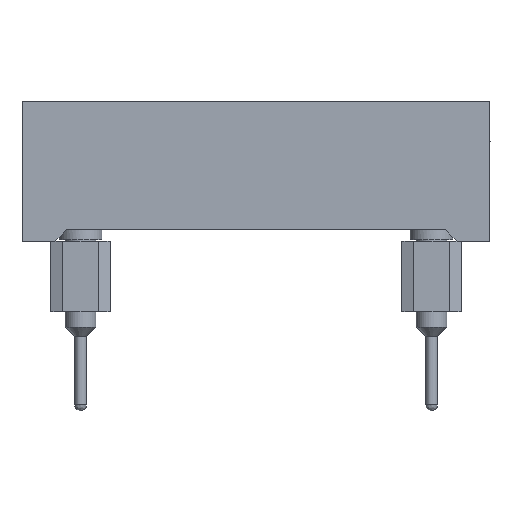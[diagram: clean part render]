
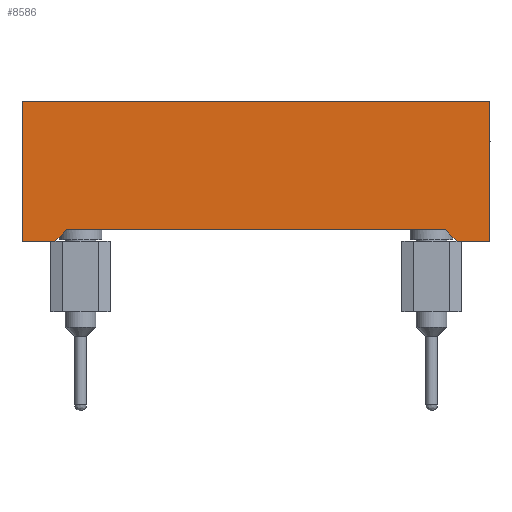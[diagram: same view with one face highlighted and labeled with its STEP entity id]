
A CAD part, left-side view. The second image highlights one B-rep face of the part: STEP entity #8586.
In plain terms, the highlighted planar face has unit normal (-1, 0, 0).
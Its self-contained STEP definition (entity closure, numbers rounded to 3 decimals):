
#260 = CARTESIAN_POINT ( 'NONE',  ( -10., 8.689, 4. ) ) ;
#275 = CARTESIAN_POINT ( 'NONE',  ( -10., -8.689, 4. ) ) ;
#461 = DIRECTION ( 'NONE',  ( 0., -1., 0. ) ) ;
#488 = ORIENTED_EDGE ( 'NONE', *, *, #31037, .F. ) ;
#1894 = CARTESIAN_POINT ( 'NONE',  ( -10., -10., 10. ) ) ;
#2307 = DIRECTION ( 'NONE',  ( 0., 1., 0. ) ) ;
#3125 = DIRECTION ( 'NONE',  ( 0., -1., 0. ) ) ;
#3203 = PLANE ( 'NONE',  #32920 ) ;
#3724 = VERTEX_POINT ( 'NONE', #6765 ) ;
#4560 = ORIENTED_EDGE ( 'NONE', *, *, #25372, .T. ) ;
#6354 = DIRECTION ( 'NONE',  ( 0., 1., 0. ) ) ;
#6765 = CARTESIAN_POINT ( 'NONE',  ( -10., -10., 4. ) ) ;
#7003 = CARTESIAN_POINT ( 'NONE',  ( -10., 8.1, 4.5 ) ) ;
#7575 = VECTOR ( 'NONE', #12671, 1000. ) ;
#7639 = EDGE_CURVE ( 'NONE', #39267, #3724, #18402, .T. ) ;
#7980 = LINE ( 'NONE', #15345, #30004 ) ;
#8123 = EDGE_CURVE ( 'NONE', #31690, #3724, #35040, .T. ) ;
#8291 = ORIENTED_EDGE ( 'NONE', *, *, #8123, .F. ) ;
#8586 = ADVANCED_FACE ( 'NONE', ( #16791 ), #3203, .F. ) ;
#8646 = LINE ( 'NONE', #19622, #29240 ) ;
#8908 = LINE ( 'NONE', #1894, #32935 ) ;
#9607 = VECTOR ( 'NONE', #461, 1000. ) ;
#9734 = CARTESIAN_POINT ( 'NONE',  ( -10., -10., 4. ) ) ;
#10263 = EDGE_CURVE ( 'NONE', #26486, #17442, #23491, .T. ) ;
#10771 = EDGE_CURVE ( 'NONE', #18340, #36018, #11107, .T. ) ;
#11031 = ORIENTED_EDGE ( 'NONE', *, *, #7639, .T. ) ;
#11107 = LINE ( 'NONE', #37282, #12100 ) ;
#11532 = CARTESIAN_POINT ( 'NONE',  ( -10., -10., 4. ) ) ;
#11643 = CARTESIAN_POINT ( 'NONE',  ( -10., 10., 4. ) ) ;
#12100 = VECTOR ( 'NONE', #37428, 1000. ) ;
#12671 = DIRECTION ( 'NONE',  ( 0., 0., -1. ) ) ;
#13484 = ORIENTED_EDGE ( 'NONE', *, *, #20897, .F. ) ;
#13786 = LINE ( 'NONE', #11532, #29487 ) ;
#14883 = CARTESIAN_POINT ( 'NONE',  ( -10., 8.1, 4.5 ) ) ;
#15345 = CARTESIAN_POINT ( 'NONE',  ( -10., -10., 4. ) ) ;
#15734 = CARTESIAN_POINT ( 'NONE',  ( -10., -10., 10. ) ) ;
#15963 = CARTESIAN_POINT ( 'NONE',  ( -10., -10., 4. ) ) ;
#16039 = DIRECTION ( 'NONE',  ( 0., -0.707, 0.707 ) ) ;
#16440 = ORIENTED_EDGE ( 'NONE', *, *, #10771, .F. ) ;
#16734 = DIRECTION ( 'NONE',  ( 0., 1., 0. ) ) ;
#16791 = FACE_OUTER_BOUND ( 'NONE', #40463, .T. ) ;
#16898 = VECTOR ( 'NONE', #16734, 1000. ) ;
#17042 = ORIENTED_EDGE ( 'NONE', *, *, #38571, .T. ) ;
#17442 = VERTEX_POINT ( 'NONE', #14883 ) ;
#18340 = VERTEX_POINT ( 'NONE', #11643 ) ;
#18402 = LINE ( 'NONE', #9734, #9607 ) ;
#19235 = DIRECTION ( 'NONE',  ( 1., 0., 0. ) ) ;
#19622 = CARTESIAN_POINT ( 'NONE',  ( -10., -8.1, 4.5 ) ) ;
#20897 = EDGE_CURVE ( 'NONE', #26486, #27102, #25278, .T. ) ;
#22315 = CARTESIAN_POINT ( 'NONE',  ( -10., -10., 4. ) ) ;
#23491 = LINE ( 'NONE', #7003, #30821 ) ;
#24554 = CARTESIAN_POINT ( 'NONE',  ( -10., 10., 10. ) ) ;
#24583 = DIRECTION ( 'NONE',  ( 0., -1., 0. ) ) ;
#25093 = VERTEX_POINT ( 'NONE', #36363 ) ;
#25278 = LINE ( 'NONE', #28136, #16898 ) ;
#25372 = EDGE_CURVE ( 'NONE', #18340, #27102, #7980, .T. ) ;
#26231 = ORIENTED_EDGE ( 'NONE', *, *, #38341, .F. ) ;
#26486 = VERTEX_POINT ( 'NONE', #34195 ) ;
#27102 = VERTEX_POINT ( 'NONE', #260 ) ;
#27713 = DIRECTION ( 'NONE',  ( 0., -0.707, -0.707 ) ) ;
#27732 = VECTOR ( 'NONE', #27713, 1000. ) ;
#28136 = CARTESIAN_POINT ( 'NONE',  ( -10., -10., 4. ) ) ;
#29240 = VECTOR ( 'NONE', #35584, 1000. ) ;
#29452 = ORIENTED_EDGE ( 'NONE', *, *, #10263, .T. ) ;
#29487 = VECTOR ( 'NONE', #2307, 1000. ) ;
#30004 = VECTOR ( 'NONE', #3125, 1000. ) ;
#30821 = VECTOR ( 'NONE', #16039, 1000. ) ;
#31037 = EDGE_CURVE ( 'NONE', #39267, #25093, #13786, .T. ) ;
#31101 = EDGE_CURVE ( 'NONE', #36018, #31690, #8908, .T. ) ;
#31690 = VERTEX_POINT ( 'NONE', #15734 ) ;
#32371 = ORIENTED_EDGE ( 'NONE', *, *, #31101, .F. ) ;
#32920 = AXIS2_PLACEMENT_3D ( 'NONE', #15963, #19235, #6354 ) ;
#32935 = VECTOR ( 'NONE', #24583, 1000. ) ;
#34195 = CARTESIAN_POINT ( 'NONE',  ( -10., 8.6, 4. ) ) ;
#34518 = CARTESIAN_POINT ( 'NONE',  ( -10., -8.1, 4.5 ) ) ;
#34632 = LINE ( 'NONE', #36786, #27732 ) ;
#35040 = LINE ( 'NONE', #22315, #7575 ) ;
#35584 = DIRECTION ( 'NONE',  ( 0., 1., 0. ) ) ;
#36018 = VERTEX_POINT ( 'NONE', #24554 ) ;
#36363 = CARTESIAN_POINT ( 'NONE',  ( -10., -8.6, 4. ) ) ;
#36786 = CARTESIAN_POINT ( 'NONE',  ( -10., -8.6, 4. ) ) ;
#37282 = CARTESIAN_POINT ( 'NONE',  ( -10., 10., 4. ) ) ;
#37428 = DIRECTION ( 'NONE',  ( 0., 0., 1. ) ) ;
#38341 = EDGE_CURVE ( 'NONE', #39161, #17442, #8646, .T. ) ;
#38571 = EDGE_CURVE ( 'NONE', #39161, #25093, #34632, .T. ) ;
#39161 = VERTEX_POINT ( 'NONE', #34518 ) ;
#39267 = VERTEX_POINT ( 'NONE', #275 ) ;
#40463 = EDGE_LOOP ( 'NONE', ( #4560, #13484, #29452, #26231, #17042, #488, #11031, #8291, #32371, #16440 ) ) ;
